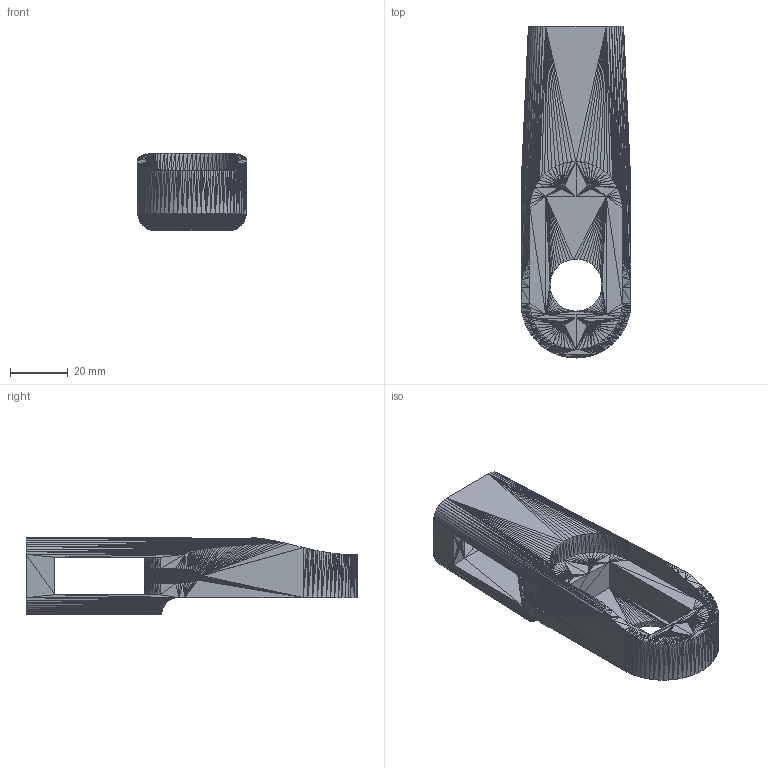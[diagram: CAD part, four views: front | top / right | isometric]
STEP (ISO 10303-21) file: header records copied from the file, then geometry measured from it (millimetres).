
FILE_DESCRIPTION(('HOOPS Exchange Step'),'2;1');
FILE_NAME('Arm 02 v3.step','2023-03-04T06:50:07+00:00',('root'),('Unknown organisation'),'HOOPS Exchange 2022.1','HOOPS Exchange','Unknown authorisation');
FILE_SCHEMA( ('AP203_CONFIGURATION_CONTROLLED_3D_DESIGN_OF_MECHANICAL_PARTS_AND_ASSEMBLIES_MIM_LF') );
Length unit declared in the file: millimetre
Products named in the file (1): 0
Bounding box: 38 x 115 x 27 mm (x, y, z)
Volume: 50252.4 mm3; surface area: 19077.3 mm2
Topology: 1 solids, 1 shells, 3564 faces, 5346 edges, 1778 vertices
Faces by surface type: plane 3564
Entity records: 30313 total; most frequent: DIRECTION 7130, CARTESIAN_POINT 5343, AXIS2_PLACEMENT_3D 3565, PLANE 3564, POLY_LOOP 3564, FACE_OUTER_BOUND 3564, FACE_SURFACE 3564, PLANE_ANGLE_MEASURE_WITH_UNIT 1
